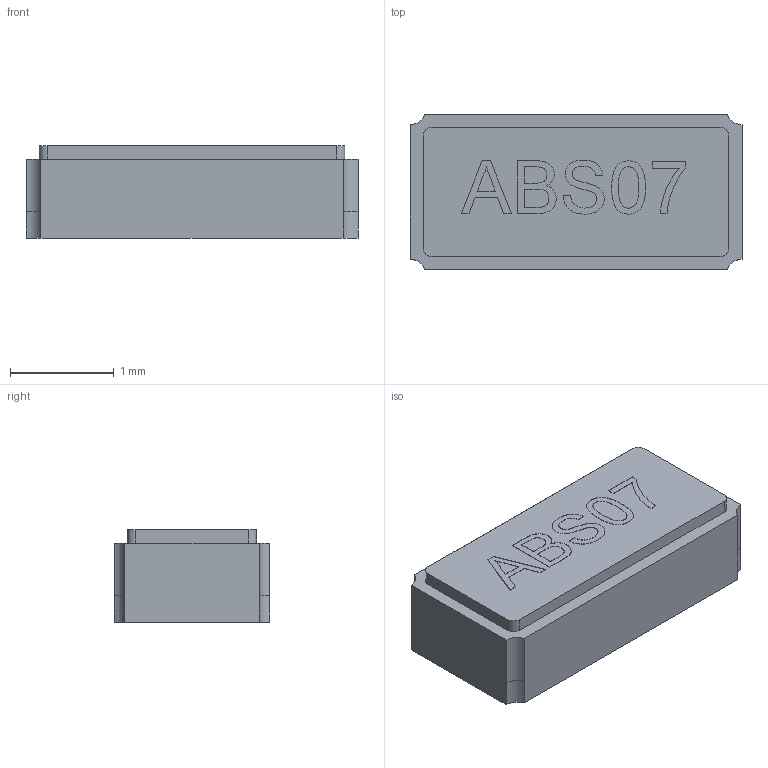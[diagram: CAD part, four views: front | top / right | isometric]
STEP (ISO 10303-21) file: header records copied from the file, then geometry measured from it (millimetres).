
FILE_DESCRIPTION(('FreeCAD Model'),'2;1');
FILE_NAME('ABS07.step','2018-04-19T10:04:41',( 'kicad StepUp'),('ksu MCAD'),'Open CASCADE STEP processor 7.2', 'FreeCAD','Unknown');
FILE_SCHEMA(('AUTOMOTIVE_DESIGN_CC2 { 1 2 10303 214 -1 1 5 4 }'));
Length unit declared in the file: millimetre
Products named in the file (1): ABS07
Bounding box: 3.2 x 1.5 x 0.89 mm (x, y, z)
Volume: 4.1 mm3; surface area: 17.6 mm2
Topology: 1 solids, 1 shells, 119 faces, 321 edges, 214 vertices
Faces by surface type: plane 68, bspline 39, cylinder 12
Entity records: 6634 total; most frequent: CARTESIAN_POINT 3038, ORIENTED_EDGE 642, DIRECTION 425, EDGE_CURVE 321, LINE 223, VECTOR 223, VERTEX_POINT 214, FACE_BOUND 129
